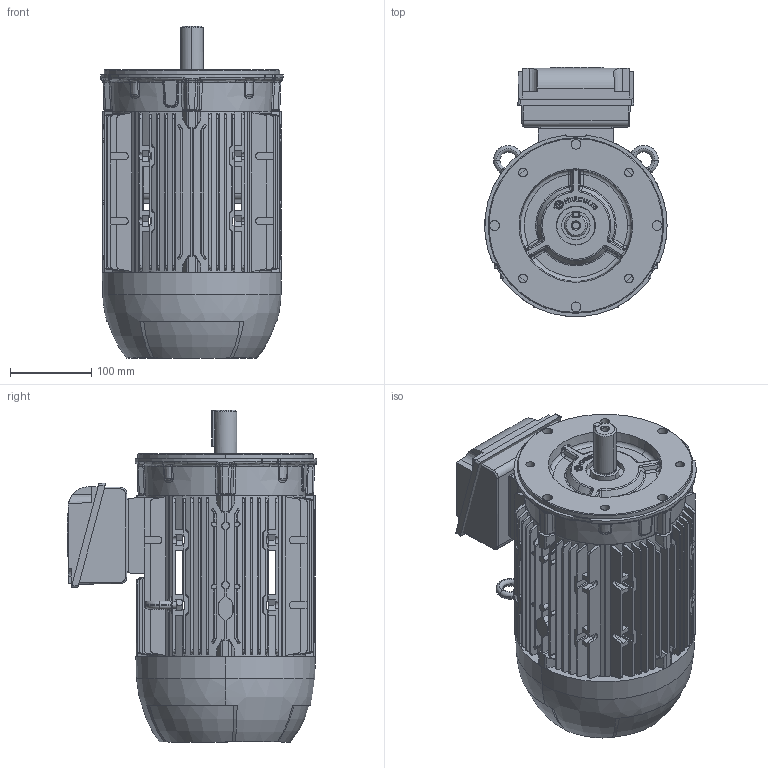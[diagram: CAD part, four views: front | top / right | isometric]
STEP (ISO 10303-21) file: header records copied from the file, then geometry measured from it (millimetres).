
FILE_DESCRIPTION (( 'STEP AP203' ), '1' );
FILE_NAME ('112S_SP_FC_TOP.STEP', '2022-06-29T11:39:22', ( '' ), ( '' ), 'SwSTEP 2.0', 'SolidWorks 2020', '' );
FILE_SCHEMA (( 'CONFIG_CONTROL_DESIGN' ));
Length unit declared in the file: millimetre
Products named in the file (1): 112S_SP_FC_TOP
Bounding box: 224.21 x 306.67 x 408.5 mm (x, y, z)
Surface area: 683144.5 mm2 (no closed solid volume)
Topology: 0 solids, 11 shells, 1862 faces, 5586 edges, 3681 vertices
Faces by surface type: plane 960, cylinder 398, cone 207, bspline 202, torus 95
Entity records: 72079 total; most frequent: CARTESIAN_POINT 26532, ORIENTED_EDGE 10062, DIRECTION 8240, EDGE_CURVE 5562, VERTEX_POINT 3681, LINE 2914, VECTOR 2914, AXIS2_PLACEMENT_3D 2663
